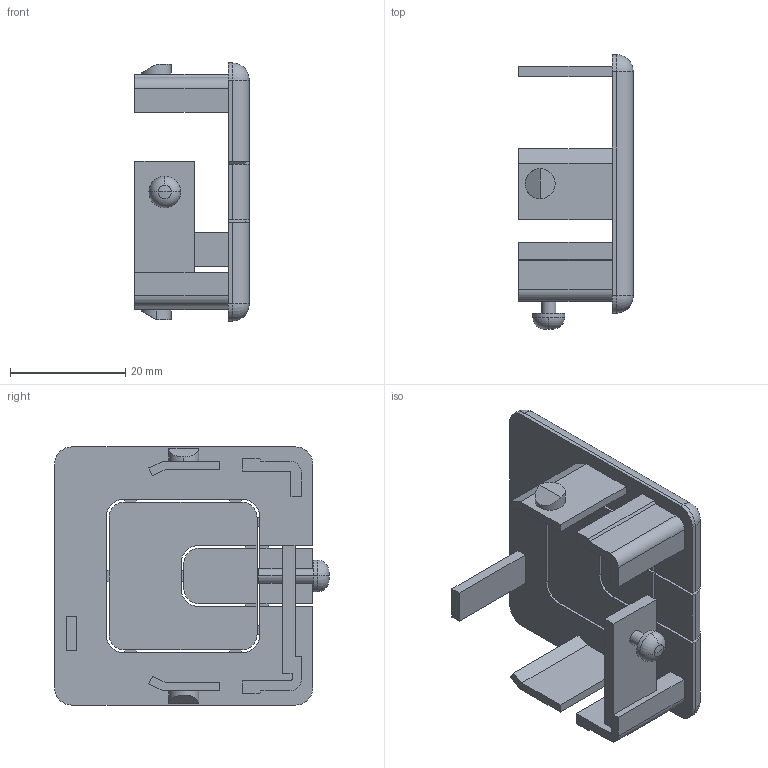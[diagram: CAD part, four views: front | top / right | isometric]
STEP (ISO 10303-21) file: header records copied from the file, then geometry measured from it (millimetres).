
FILE_DESCRIPTION(('STEP AP214'),'1');
FILE_NAME('cctmp_25E5D3C0-38A0-4C1C-99D7-8F72F2B25F30_2022_09_13_15_39_48_0943_10396..stp','2022-09-13T13:39:49',('Bosch Rexroth AG'),('CADClick - www.CADClick.com'),'Spatial InterOp 3D',' ','unknown authorization - (Healing Option Enabled)');
FILE_SCHEMA(('AUTOMOTIVE_DESIGN'));
Length unit declared in the file: millimetre
Products named in the file (1): 2022_09_13_15_39_48_0943
Bounding box: 19.85 x 47.72 x 44.85 mm (x, y, z)
Volume: 9019.1 mm3; surface area: 8272.7 mm2
Topology: 1 solids, 1 shells, 164 faces, 473 edges, 303 vertices
Faces by surface type: plane 118, cylinder 37, torus 7, sphere 2
Entity records: 6662 total; most frequent: CARTESIAN_POINT 940, ORIENTED_EDGE 934, DIRECTION 882, EDGE_CURVE 467, LINE 378, VECTOR 378, VERTEX_POINT 303, AXIS2_PLACEMENT_3D 252
